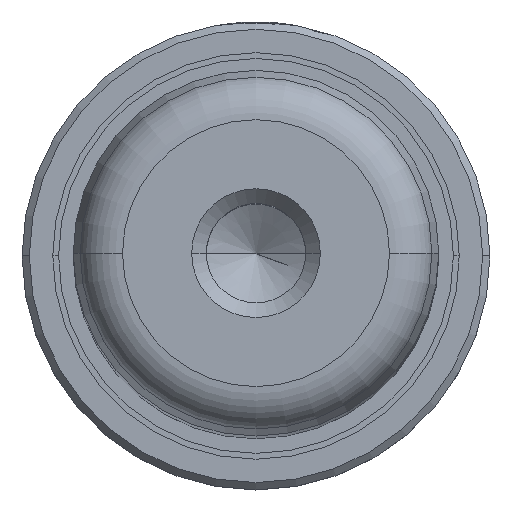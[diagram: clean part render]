
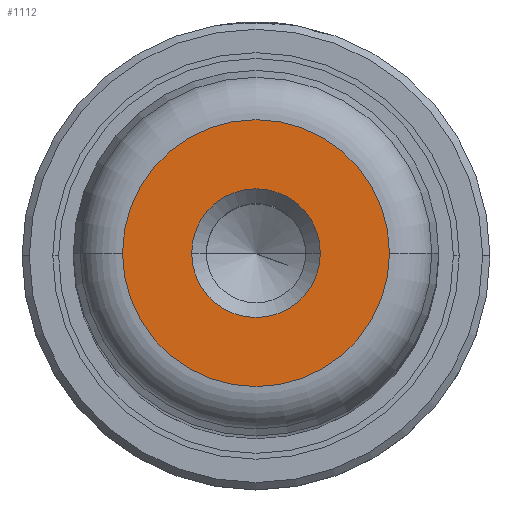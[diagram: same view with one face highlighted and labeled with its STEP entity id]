
A CAD part, top view. The second image highlights one B-rep face of the part: STEP entity #1112.
In plain terms, the highlighted planar face has unit normal (0, 0, 1).
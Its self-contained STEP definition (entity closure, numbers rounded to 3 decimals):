
#47 = DIRECTION ( 'NONE',  ( 1., 0., 0. ) ) ;
#50 = DIRECTION ( 'NONE',  ( 0., 0., 1. ) ) ;
#53 = CARTESIAN_POINT ( 'NONE',  ( 0., 0., 190. ) ) ;
#77 = ORIENTED_EDGE ( 'NONE', *, *, #1080, .T. ) ;
#88 = FACE_OUTER_BOUND ( 'NONE', #535, .T. ) ;
#155 = AXIS2_PLACEMENT_3D ( 'NONE', #1909, #1868, #1740 ) ;
#380 = EDGE_CURVE ( 'NONE', #1990, #2258, #976, .T. ) ;
#471 = DIRECTION ( 'NONE',  ( 1., 0., 0. ) ) ;
#535 = EDGE_LOOP ( 'NONE', ( #77, #1282 ) ) ;
#611 = CARTESIAN_POINT ( 'NONE',  ( -9.126, 0., 190. ) ) ;
#667 = CIRCLE ( 'NONE', #2344, 9.126 ) ;
#685 = CARTESIAN_POINT ( 'NONE',  ( -4.4, 0., 190. ) ) ;
#748 = ORIENTED_EDGE ( 'NONE', *, *, #2188, .T. ) ;
#750 = DIRECTION ( 'NONE',  ( 0., 0., 1. ) ) ;
#799 = CARTESIAN_POINT ( 'NONE',  ( 0., 0., 190. ) ) ;
#976 = CIRCLE ( 'NONE', #1392, 9.126 ) ;
#1080 = EDGE_CURVE ( 'NONE', #2258, #1990, #667, .T. ) ;
#1112 = ADVANCED_FACE ( 'NONE', ( #1699, #88 ), #1622, .T. ) ;
#1115 = CIRCLE ( 'NONE', #155, 4.4 ) ;
#1256 = AXIS2_PLACEMENT_3D ( 'NONE', #799, #750, #471 ) ;
#1282 = ORIENTED_EDGE ( 'NONE', *, *, #380, .T. ) ;
#1298 = AXIS2_PLACEMENT_3D ( 'NONE', #1374, #1368, #1365 ) ;
#1333 = CARTESIAN_POINT ( 'NONE',  ( 4.4, 0., 190. ) ) ;
#1348 = CIRCLE ( 'NONE', #1298, 4.4 ) ;
#1365 = DIRECTION ( 'NONE',  ( 1., 0., 0. ) ) ;
#1368 = DIRECTION ( 'NONE',  ( 0., 0., -1. ) ) ;
#1374 = CARTESIAN_POINT ( 'NONE',  ( 0., 0., 190. ) ) ;
#1392 = AXIS2_PLACEMENT_3D ( 'NONE', #2341, #2297, #2280 ) ;
#1599 = EDGE_CURVE ( 'NONE', #2339, #2303, #1348, .T. ) ;
#1622 = PLANE ( 'NONE',  #1256 ) ;
#1699 = FACE_BOUND ( 'NONE', #2062, .T. ) ;
#1740 = DIRECTION ( 'NONE',  ( 1., 0., 0. ) ) ;
#1868 = DIRECTION ( 'NONE',  ( 0., 0., -1. ) ) ;
#1909 = CARTESIAN_POINT ( 'NONE',  ( 0., 0., 190. ) ) ;
#1990 = VERTEX_POINT ( 'NONE', #611 ) ;
#2062 = EDGE_LOOP ( 'NONE', ( #748, #2342 ) ) ;
#2078 = CARTESIAN_POINT ( 'NONE',  ( 9.126, 0., 190. ) ) ;
#2188 = EDGE_CURVE ( 'NONE', #2303, #2339, #1115, .T. ) ;
#2258 = VERTEX_POINT ( 'NONE', #2078 ) ;
#2280 = DIRECTION ( 'NONE',  ( 1., 0., 0. ) ) ;
#2297 = DIRECTION ( 'NONE',  ( 0., 0., 1. ) ) ;
#2303 = VERTEX_POINT ( 'NONE', #1333 ) ;
#2339 = VERTEX_POINT ( 'NONE', #685 ) ;
#2341 = CARTESIAN_POINT ( 'NONE',  ( 0., 0., 190. ) ) ;
#2342 = ORIENTED_EDGE ( 'NONE', *, *, #1599, .T. ) ;
#2344 = AXIS2_PLACEMENT_3D ( 'NONE', #53, #50, #47 ) ;
